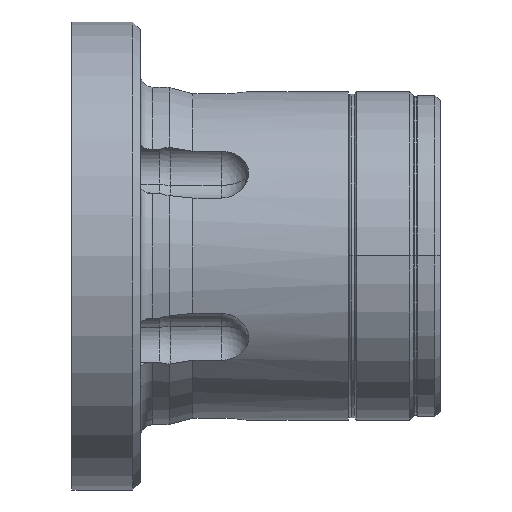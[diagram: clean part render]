
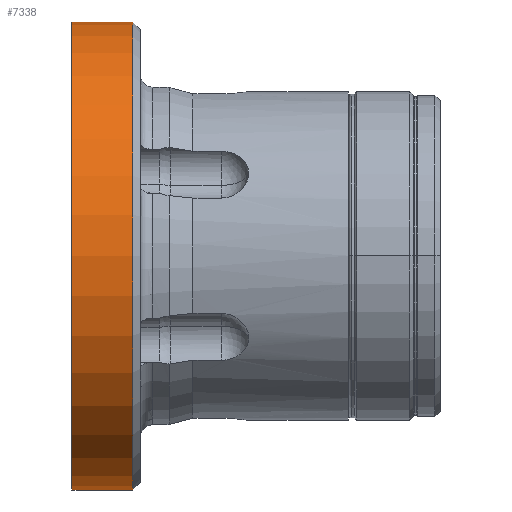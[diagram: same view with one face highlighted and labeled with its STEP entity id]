
A CAD part, top view. The second image highlights one B-rep face of the part: STEP entity #7338.
In plain terms, the highlighted cylindrical face has radius 92.5 mm (diameter 185 mm), a partial arc.
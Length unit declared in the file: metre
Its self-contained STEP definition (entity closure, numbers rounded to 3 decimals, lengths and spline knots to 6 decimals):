
#467 = FACE_OUTER_BOUND ( 'NONE', #4528, .T. ) ;
#492 = CYLINDRICAL_SURFACE ( 'NONE', #1924, 0.0925 ) ;
#497 = CARTESIAN_POINT ( 'NONE',  ( 0., 0., 0. ) ) ;
#498 = DIRECTION ( 'NONE',  ( -1., 0., 0. ) ) ;
#499 = DIRECTION ( 'NONE',  ( 0., -1., 0. ) ) ;
#1041 = CARTESIAN_POINT ( 'NONE',  ( 0., 0.0925, 0. ) ) ;
#1042 = CARTESIAN_POINT ( 'NONE',  ( 0., -0.0925, 0. ) ) ;
#1153 = CARTESIAN_POINT ( 'NONE',  ( 0.024, 0.0925, 0. ) ) ;
#1168 = CARTESIAN_POINT ( 'NONE',  ( 0.024, -0.0925, 0. ) ) ;
#1864 = EDGE_CURVE ( 'NONE', #7647, #7641, #5048, .T. ) ;
#1865 = EDGE_CURVE ( 'NONE', #8491, #7641, #2716, .T. ) ;
#1869 = EDGE_CURVE ( 'NONE', #8477, #7647, #2725, .T. ) ;
#1924 = AXIS2_PLACEMENT_3D ( 'NONE', #497, #498, #499 ) ;
#2711 = CARTESIAN_POINT ( 'NONE',  ( 0., 0.0925, 0. ) ) ;
#2716 = LINE ( 'NONE', #2711, #4884 ) ;
#2717 = CARTESIAN_POINT ( 'NONE',  ( 0., 0., 0. ) ) ;
#2718 = DIRECTION ( 'NONE',  ( -1., 0., 0. ) ) ;
#2719 = DIRECTION ( 'NONE',  ( 0., -1., 0. ) ) ;
#2721 = DIRECTION ( 'NONE',  ( -1., 0., 0. ) ) ;
#2725 = LINE ( 'NONE', #2731, #4811 ) ;
#2731 = CARTESIAN_POINT ( 'NONE',  ( 0., -0.0925, 0. ) ) ;
#2733 = DIRECTION ( 'NONE',  ( -1., 0., 0. ) ) ;
#3046 = CARTESIAN_POINT ( 'NONE',  ( 0.024, 0., 0. ) ) ;
#3047 = DIRECTION ( 'NONE',  ( -1., 0., 0. ) ) ;
#3048 = DIRECTION ( 'NONE',  ( 0., -1., 0. ) ) ;
#4528 = EDGE_LOOP ( 'NONE', ( #7623, #7727, #7659, #7546 ) ) ;
#4604 = EDGE_CURVE ( 'NONE', #8477, #8491, #4661, .T. ) ;
#4661 = CIRCLE ( 'NONE', #4663, 0.0925 ) ;
#4663 = AXIS2_PLACEMENT_3D ( 'NONE', #3046, #3047, #3048 ) ;
#4811 = VECTOR ( 'NONE', #2733, 1. ) ;
#4838 = AXIS2_PLACEMENT_3D ( 'NONE', #2717, #2718, #2719 ) ;
#4884 = VECTOR ( 'NONE', #2721, 1. ) ;
#5048 = CIRCLE ( 'NONE', #4838, 0.0925 ) ;
#7338 = ADVANCED_FACE ( 'NONE', ( #467 ), #492, .T. ) ;
#7546 = ORIENTED_EDGE ( 'NONE', *, *, #1869, .F. ) ;
#7623 = ORIENTED_EDGE ( 'NONE', *, *, #4604, .T. ) ;
#7641 = VERTEX_POINT ( 'NONE', #1041 ) ;
#7647 = VERTEX_POINT ( 'NONE', #1042 ) ;
#7659 = ORIENTED_EDGE ( 'NONE', *, *, #1864, .F. ) ;
#7727 = ORIENTED_EDGE ( 'NONE', *, *, #1865, .T. ) ;
#8477 = VERTEX_POINT ( 'NONE', #1168 ) ;
#8491 = VERTEX_POINT ( 'NONE', #1153 ) ;
